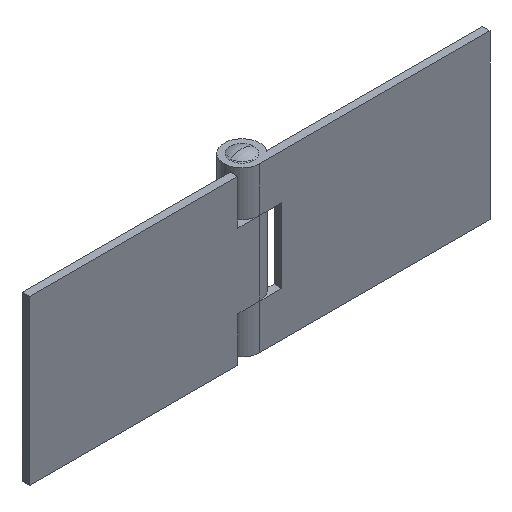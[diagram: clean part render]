
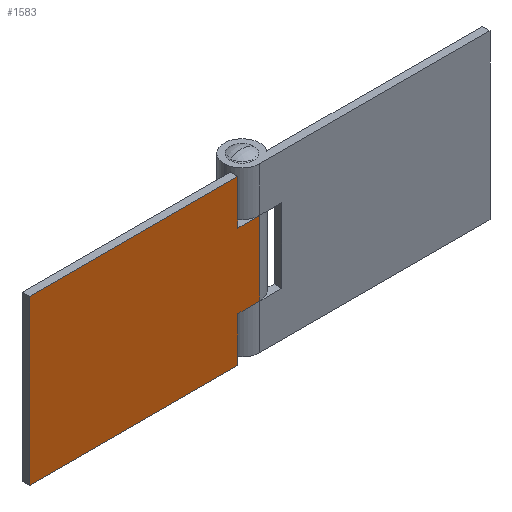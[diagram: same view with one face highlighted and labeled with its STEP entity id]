
A CAD part, isometric view. The second image highlights one B-rep face of the part: STEP entity #1583.
In plain terms, the highlighted planar face has unit normal (0, -1, 0).
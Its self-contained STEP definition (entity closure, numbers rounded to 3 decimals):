
#36 = EDGE_CURVE ( 'NONE', #242, #236, #450, .T. ) ;
#225 = VERTEX_POINT ( 'NONE', #738 ) ;
#227 = EDGE_CURVE ( 'NONE', #228, #225, #737, .T. ) ;
#228 = VERTEX_POINT ( 'NONE', #733 ) ;
#236 = VERTEX_POINT ( 'NONE', #775 ) ;
#242 = VERTEX_POINT ( 'NONE', #768 ) ;
#250 = VERTEX_POINT ( 'NONE', #815 ) ;
#252 = EDGE_CURVE ( 'NONE', #250, #253, #814, .T. ) ;
#253 = VERTEX_POINT ( 'NONE', #810 ) ;
#268 = ORIENTED_EDGE ( 'NONE', *, *, #300, .T. ) ;
#299 = ORIENTED_EDGE ( 'NONE', *, *, #252, .F. ) ;
#300 = EDGE_CURVE ( 'NONE', #1596, #253, #870, .T. ) ;
#447 = DIRECTION ( 'NONE',  ( 1., 0., 0. ) ) ;
#448 = VECTOR ( 'NONE', #447, 1000. ) ;
#449 = CARTESIAN_POINT ( 'NONE',  ( 0., -3.5, 16. ) ) ;
#450 = LINE ( 'NONE', #449, #448 ) ;
#733 = CARTESIAN_POINT ( 'NONE',  ( -45., -3.5, -16. ) ) ;
#734 = DIRECTION ( 'NONE',  ( 1., 0., 0. ) ) ;
#735 = VECTOR ( 'NONE', #734, 1000. ) ;
#736 = CARTESIAN_POINT ( 'NONE',  ( 0., -3.5, -16. ) ) ;
#737 = LINE ( 'NONE', #736, #735 ) ;
#738 = CARTESIAN_POINT ( 'NONE',  ( -4.3, -3.5, -16. ) ) ;
#768 = CARTESIAN_POINT ( 'NONE',  ( -45., -3.5, 16. ) ) ;
#775 = CARTESIAN_POINT ( 'NONE',  ( -4.3, -3.5, 16. ) ) ;
#810 = CARTESIAN_POINT ( 'NONE',  ( 0., -3.5, -7.25 ) ) ;
#811 = DIRECTION ( 'NONE',  ( 0., 0., -1. ) ) ;
#812 = VECTOR ( 'NONE', #811, 1000. ) ;
#813 = CARTESIAN_POINT ( 'NONE',  ( 0., -3.5, 16. ) ) ;
#814 = LINE ( 'NONE', #813, #812 ) ;
#815 = CARTESIAN_POINT ( 'NONE',  ( 0., -3.5, 7.25 ) ) ;
#867 = DIRECTION ( 'NONE',  ( 1., 0., 0. ) ) ;
#868 = VECTOR ( 'NONE', #867, 1000. ) ;
#869 = CARTESIAN_POINT ( 'NONE',  ( 0., -3.5, -7.25 ) ) ;
#870 = LINE ( 'NONE', #869, #868 ) ;
#984 = CARTESIAN_POINT ( 'NONE',  ( 0., -3.5, 7.25 ) ) ;
#985 = LINE ( 'NONE', #984, #1046 ) ;
#986 = CARTESIAN_POINT ( 'NONE',  ( -4.3, -3.5, 7.25 ) ) ;
#1026 = CARTESIAN_POINT ( 'NONE',  ( -4.3, -3.5, -7.25 ) ) ;
#1027 = DIRECTION ( 'NONE',  ( 0., 0., -1. ) ) ;
#1028 = VECTOR ( 'NONE', #1027, 1000. ) ;
#1029 = CARTESIAN_POINT ( 'NONE',  ( -45., -3.5, 16. ) ) ;
#1030 = LINE ( 'NONE', #1029, #1028 ) ;
#1031 = DIRECTION ( 'NONE',  ( 0., 0., 1. ) ) ;
#1032 = VECTOR ( 'NONE', #1031, 1000. ) ;
#1033 = CARTESIAN_POINT ( 'NONE',  ( -4.3, -3.5, 16. ) ) ;
#1034 = LINE ( 'NONE', #1033, #1032 ) ;
#1035 = DIRECTION ( 'NONE',  ( 0., 0., 1. ) ) ;
#1036 = VECTOR ( 'NONE', #1035, 1000. ) ;
#1037 = CARTESIAN_POINT ( 'NONE',  ( -4.3, -3.5, 16. ) ) ;
#1038 = LINE ( 'NONE', #1037, #1036 ) ;
#1039 = DIRECTION ( 'NONE',  ( -1., 0., 0. ) ) ;
#1040 = DIRECTION ( 'NONE',  ( 0., 1., 0. ) ) ;
#1041 = CARTESIAN_POINT ( 'NONE',  ( 0., -3.5, 16. ) ) ;
#1042 = AXIS2_PLACEMENT_3D ( 'NONE', #1041, #1040, #1039 ) ;
#1043 = PLANE ( 'NONE',  #1042 ) ;
#1044 = FACE_OUTER_BOUND ( 'NONE', #1584, .T. ) ;
#1045 = DIRECTION ( 'NONE',  ( -1., 0., 0. ) ) ;
#1046 = VECTOR ( 'NONE', #1045, 1000. ) ;
#1578 = VERTEX_POINT ( 'NONE', #986 ) ;
#1579 = EDGE_CURVE ( 'NONE', #250, #1578, #985, .T. ) ;
#1582 = ORIENTED_EDGE ( 'NONE', *, *, #1592, .T. ) ;
#1583 = ADVANCED_FACE ( 'NONE', ( #1044 ), #1043, .F. ) ;
#1584 = EDGE_LOOP ( 'NONE', ( #1586, #1582, #1594, #1589, #1587, #1591, #268, #299 ) ) ;
#1586 = ORIENTED_EDGE ( 'NONE', *, *, #1579, .T. ) ;
#1587 = ORIENTED_EDGE ( 'NONE', *, *, #227, .T. ) ;
#1588 = EDGE_CURVE ( 'NONE', #225, #1596, #1038, .T. ) ;
#1589 = ORIENTED_EDGE ( 'NONE', *, *, #1593, .T. ) ;
#1591 = ORIENTED_EDGE ( 'NONE', *, *, #1588, .T. ) ;
#1592 = EDGE_CURVE ( 'NONE', #1578, #236, #1034, .T. ) ;
#1593 = EDGE_CURVE ( 'NONE', #242, #228, #1030, .T. ) ;
#1594 = ORIENTED_EDGE ( 'NONE', *, *, #36, .F. ) ;
#1596 = VERTEX_POINT ( 'NONE', #1026 ) ;
